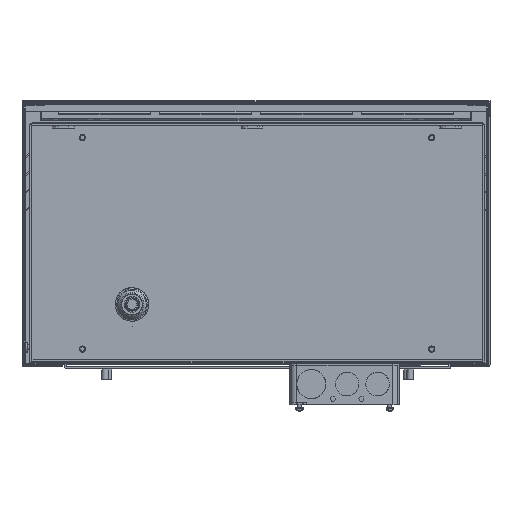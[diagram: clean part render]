
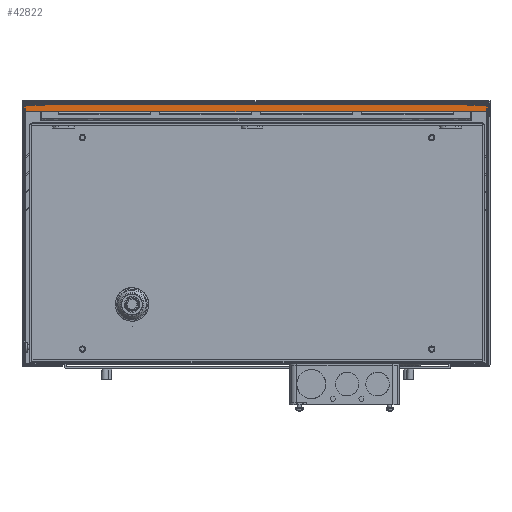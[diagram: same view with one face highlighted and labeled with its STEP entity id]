
A CAD part, front view. The second image highlights one B-rep face of the part: STEP entity #42822.
In plain terms, the highlighted free-form (B-spline) face has degree [1, 1] with [2, 2] control points.
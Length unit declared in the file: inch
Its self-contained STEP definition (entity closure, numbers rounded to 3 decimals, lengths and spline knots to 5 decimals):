
#42772=CARTESIAN_POINT('V902',(-13.87231,3.93094,
   0.238));
#42773=VERTEX_POINT('V902',#42772);
#42780=CARTESIAN_POINT('V899',(3.45269,3.93094,
   0.238));
#42781=VERTEX_POINT('V899',#42780);
#42787=CARTESIAN_POINT('E1347',(-13.87231,
   3.93094,0.238));
#42788=CARTESIAN_POINT('E1347',(3.45269,3.93094,
   0.238));
#42789=QUASI_UNIFORM_CURVE('E1347',1,(#42787,#42788),.POLYLINE_FORM.,
   .F.,.U.);
#42790=EDGE_CURVE('E1347',#42773,#42781,#42789,.T.);
#42795=CARTESIAN_POINT('F851',(-13.87349,3.93094,
   0.50318));
#42796=CARTESIAN_POINT('F851',(3.45387,3.93094,
   0.50318));
#42797=CARTESIAN_POINT('F851',(-13.87349,3.93094,
   0.23682));
#42798=CARTESIAN_POINT('F851',(3.45387,3.93094,
   0.23682));
#42799=B_SPLINE_SURFACE_WITH_KNOTS('F851',1,1,((#42795,#42797),(
   #42796,#42798)),.PLANE_SURF.,.F.,.F.,.U.,(2,2),(2,2),(0.0,
   65.05189),(0.0,1.0),.UNSPECIFIED.);
#42800=CARTESIAN_POINT('V900',(3.45269,3.93094,
   0.502));
#42801=VERTEX_POINT('V900',#42800);
#42802=CARTESIAN_POINT('V907',(-13.87231,3.93094,
   0.502));
#42803=VERTEX_POINT('V907',#42802);
#42804=CARTESIAN_POINT('E2483',(3.45269,3.93094,
   0.502));
#42805=CARTESIAN_POINT('E2483',(-13.87231,
   3.93094,0.502));
#42806=QUASI_UNIFORM_CURVE('E2483',1,(#42804,#42805),.POLYLINE_FORM.,
   .F.,.U.);
#42807=EDGE_CURVE('E2483',#42801,#42803,#42806,.T.);
#42808=ORIENTED_EDGE('E2483',*,*,#42807,.T.);
#42809=CARTESIAN_POINT('E1353',(-13.87231,
   3.93094,0.238));
#42810=CARTESIAN_POINT('E1353',(-13.87231,
   3.93094,0.502));
#42811=QUASI_UNIFORM_CURVE('E1353',1,(#42809,#42810),.POLYLINE_FORM.,
   .F.,.U.);
#42812=EDGE_CURVE('E1353',#42773,#42803,#42811,.T.);
#42813=ORIENTED_EDGE('E1353',*,*,#42812,.F.);
#42814=ORIENTED_EDGE('F469',*,*,#42790,.T.);
#42815=CARTESIAN_POINT('E1342',(3.45269,3.93094,
   0.238));
#42816=CARTESIAN_POINT('E1342',(3.45269,3.93094,
   0.502));
#42817=QUASI_UNIFORM_CURVE('E1342',1,(#42815,#42816),.POLYLINE_FORM.,
   .F.,.U.);
#42818=EDGE_CURVE('E1342',#42781,#42801,#42817,.T.);
#42819=ORIENTED_EDGE('E1342',*,*,#42818,.T.);
#42820=EDGE_LOOP('F851',(#42808,#42813,#42814,#42819));
#42821=FACE_OUTER_BOUND('F851',#42820,.T.);
#42822=ADVANCED_FACE('F851',(#42821),#42799,.F.);
